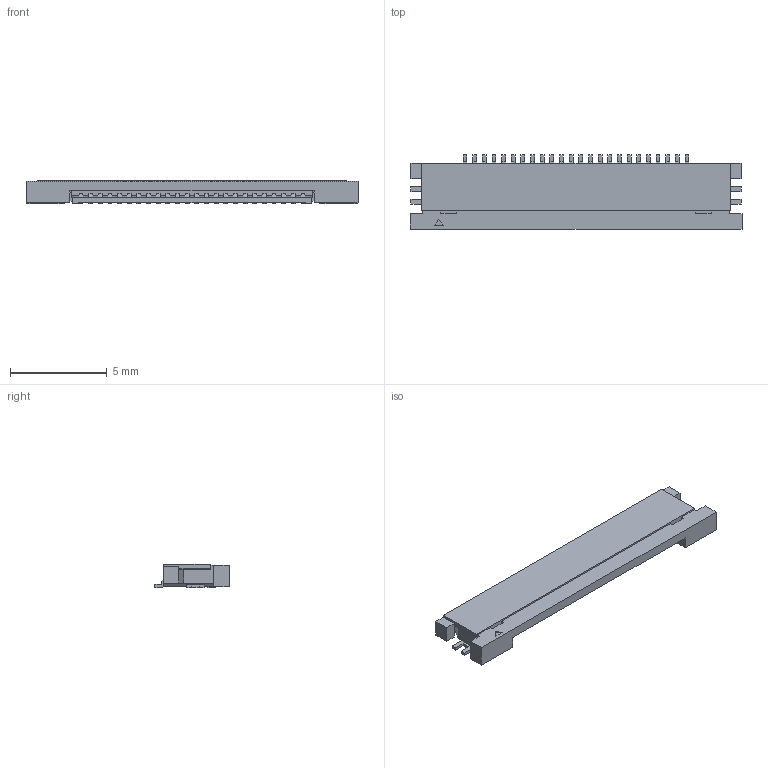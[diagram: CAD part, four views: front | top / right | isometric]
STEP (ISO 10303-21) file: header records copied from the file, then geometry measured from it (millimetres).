
FILE_DESCRIPTION(/* description */ (''),/* implementation_level */ '2;1');
FILE_NAME(/* name */ '545482472wbm000_01_214.stp',/* time_stamp */ '2023-01-20T23:26:32+06:00',/* author */ (''),/* organization */ (''),/* preprocessor_version */ 'ST-DEVELOPER v16.7',/* originating_system */ 'SIEMENS PLM Software NX 1919',/* authorisation */ '');
FILE_SCHEMA (('AUTOMOTIVE_DESIGN { 1 0 10303 214 3 1 1 1 }'));
Length unit declared in the file: millimetre
Products named in the file (1): 545482472wbm000_01
Bounding box: 17.2 x 3.85 x 1.23 mm (x, y, z)
Volume: 49.4 mm3; surface area: 282.3 mm2
Topology: 1 solids, 1 shells, 597 faces, 1862 edges, 1238 vertices
Faces by surface type: plane 521, cylinder 76
Entity records: 20528 total; most frequent: ORIENTED_EDGE 3724, CARTESIAN_POINT 3698, DIRECTION 3210, EDGE_CURVE 1862, LINE 1710, VECTOR 1710, VERTEX_POINT 1238, AXIS2_PLACEMENT_3D 750
